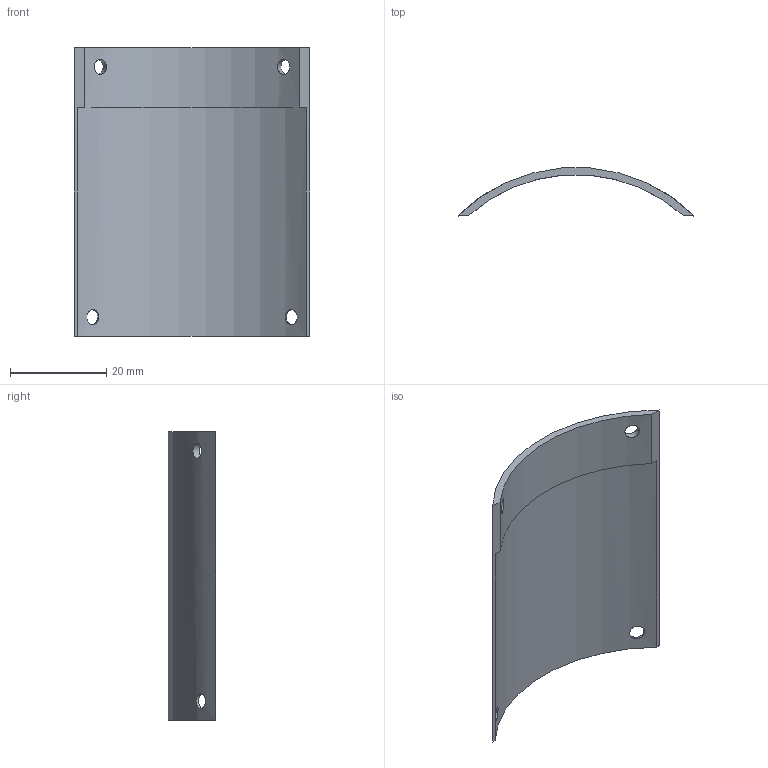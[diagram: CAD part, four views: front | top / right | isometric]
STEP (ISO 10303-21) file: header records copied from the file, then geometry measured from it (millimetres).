
FILE_DESCRIPTION(/* description */ (''),/* implementation_level */ '2;1');
FILE_NAME(/* name */ 'Electronics Door.stp',/* time_stamp */ '2024-04-27T18:30:32+02:00',/* author */ ('auror'),/* organization */ (''),/* preprocessor_version */ 'ST-DEVELOPER v19.2',/* originating_system */ 'Autodesk Inventor 2024',/* authorisation */ '');
FILE_SCHEMA (('AUTOMOTIVE_DESIGN { 1 0 10303 214 3 1 1 }'));
Length unit declared in the file: millimetre
Products named in the file (1): Electronics Door
Bounding box: 48.99 x 9.87 x 60 mm (x, y, z)
Volume: 2202.5 mm3; surface area: 6613.4 mm2
Topology: 1 solids, 1 shells, 12 faces, 36 edges, 26 vertices
Faces by surface type: cylinder 7, plane 5
Full cylindrical faces by diameter (mm): 3.1 x4
Entity records: 715 total; most frequent: CARTESIAN_POINT 345, ORIENTED_EDGE 72, DIRECTION 54, EDGE_CURVE 36, VERTEX_POINT 26, EDGE_LOOP 20, AXIS2_PLACEMENT_3D 19, LINE 16
